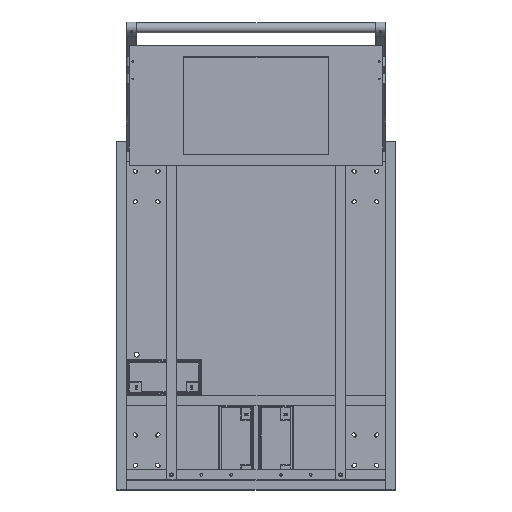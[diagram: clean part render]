
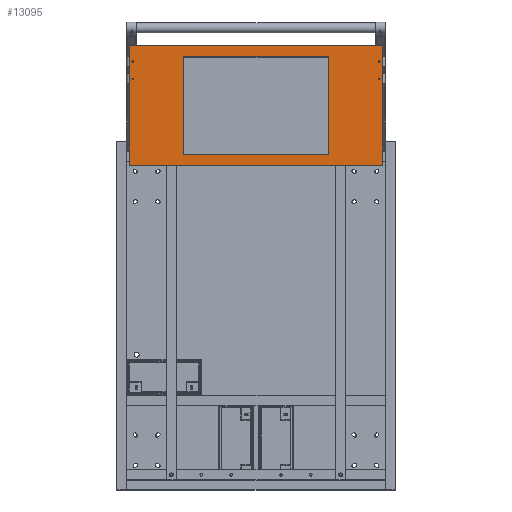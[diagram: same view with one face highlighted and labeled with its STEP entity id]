
A CAD part, top view. The second image highlights one B-rep face of the part: STEP entity #13095.
In plain terms, the highlighted planar face has unit normal (0, 0, 1).
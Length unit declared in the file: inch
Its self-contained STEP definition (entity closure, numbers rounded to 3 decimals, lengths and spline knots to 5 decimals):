
#733=FACE_BOUND('',#2883,.T.);
#734=FACE_BOUND('',#2884,.T.);
#735=FACE_BOUND('',#2885,.T.);
#736=FACE_BOUND('',#2886,.T.);
#737=FACE_BOUND('',#2887,.T.);
#1107=PLANE('',#14812);
#1965=FACE_OUTER_BOUND('',#2882,.T.);
#2882=EDGE_LOOP('',(#12025,#12026,#12027,#12028));
#2883=EDGE_LOOP('',(#12029));
#2884=EDGE_LOOP('',(#12030));
#2885=EDGE_LOOP('',(#12031));
#2886=EDGE_LOOP('',(#12032));
#2887=EDGE_LOOP('',(#12033,#12034,#12035,#12036));
#3975=LINE('',#23765,#5066);
#3977=LINE('',#23773,#5068);
#3980=LINE('',#23782,#5071);
#3981=LINE('',#23784,#5072);
#3983=LINE('',#23789,#5074);
#3984=LINE('',#23791,#5075);
#3985=LINE('',#23793,#5076);
#3986=LINE('',#23794,#5077);
#5066=VECTOR('',#18715,0.3937);
#5068=VECTOR('',#18723,0.3937);
#5071=VECTOR('',#18732,0.3937);
#5072=VECTOR('',#18735,0.3937);
#5074=VECTOR('',#18739,0.3937);
#5075=VECTOR('',#18740,0.3937);
#5076=VECTOR('',#18741,0.3937);
#5077=VECTOR('',#18742,0.3937);
#5637=CIRCLE('',#14813,0.0885);
#5638=CIRCLE('',#14814,0.0885);
#5639=CIRCLE('',#14815,0.0885);
#5640=CIRCLE('',#14816,0.0885);
#6747=VERTEX_POINT('',#23763);
#6748=VERTEX_POINT('',#23764);
#6751=VERTEX_POINT('',#23772);
#6754=VERTEX_POINT('',#23780);
#6755=VERTEX_POINT('',#23787);
#6756=VERTEX_POINT('',#23788);
#6757=VERTEX_POINT('',#23790);
#6758=VERTEX_POINT('',#23792);
#6759=VERTEX_POINT('',#23795);
#6760=VERTEX_POINT('',#23797);
#6761=VERTEX_POINT('',#23799);
#6762=VERTEX_POINT('',#23801);
#8507=EDGE_CURVE('',#6747,#6748,#3975,.T.);
#8511=EDGE_CURVE('',#6748,#6751,#3977,.T.);
#8516=EDGE_CURVE('',#6754,#6747,#3980,.T.);
#8517=EDGE_CURVE('',#6751,#6754,#3981,.T.);
#8519=EDGE_CURVE('',#6755,#6756,#3983,.T.);
#8520=EDGE_CURVE('',#6756,#6757,#3984,.T.);
#8521=EDGE_CURVE('',#6758,#6757,#3985,.T.);
#8522=EDGE_CURVE('',#6755,#6758,#3986,.T.);
#8523=EDGE_CURVE('',#6759,#6759,#5637,.T.);
#8524=EDGE_CURVE('',#6760,#6760,#5638,.T.);
#8525=EDGE_CURVE('',#6761,#6761,#5639,.T.);
#8526=EDGE_CURVE('',#6762,#6762,#5640,.T.);
#12025=ORIENTED_EDGE('',*,*,#8519,.T.);
#12026=ORIENTED_EDGE('',*,*,#8520,.T.);
#12027=ORIENTED_EDGE('',*,*,#8521,.F.);
#12028=ORIENTED_EDGE('',*,*,#8522,.F.);
#12029=ORIENTED_EDGE('',*,*,#8523,.T.);
#12030=ORIENTED_EDGE('',*,*,#8524,.T.);
#12031=ORIENTED_EDGE('',*,*,#8525,.T.);
#12032=ORIENTED_EDGE('',*,*,#8526,.T.);
#12033=ORIENTED_EDGE('',*,*,#8507,.F.);
#12034=ORIENTED_EDGE('',*,*,#8516,.F.);
#12035=ORIENTED_EDGE('',*,*,#8517,.F.);
#12036=ORIENTED_EDGE('',*,*,#8511,.F.);
#13095=ADVANCED_FACE('',(#1965,#733,#734,#735,#736,#737),#1107,.T.);
#14812=AXIS2_PLACEMENT_3D('',#23786,#18737,#18738);
#14813=AXIS2_PLACEMENT_3D('',#23796,#18743,#18744);
#14814=AXIS2_PLACEMENT_3D('',#23798,#18745,#18746);
#14815=AXIS2_PLACEMENT_3D('',#23800,#18747,#18748);
#14816=AXIS2_PLACEMENT_3D('',#23802,#18749,#18750);
#18715=DIRECTION('',(0.,-1.,0.));
#18723=DIRECTION('',(1.,0.,0.));
#18732=DIRECTION('',(-1.,0.,0.));
#18735=DIRECTION('',(0.,1.,0.));
#18737=DIRECTION('center_axis',(0.,0.,1.));
#18738=DIRECTION('ref_axis',(0.,-1.,0.));
#18739=DIRECTION('',(0.,-1.,0.));
#18740=DIRECTION('',(1.,0.,0.));
#18741=DIRECTION('',(0.,-1.,0.));
#18742=DIRECTION('',(1.,0.,0.));
#18743=DIRECTION('center_axis',(0.,0.,-1.));
#18744=DIRECTION('ref_axis',(1.,0.,0.));
#18745=DIRECTION('center_axis',(0.,0.,-1.));
#18746=DIRECTION('ref_axis',(1.,0.,0.));
#18747=DIRECTION('center_axis',(0.,0.,-1.));
#18748=DIRECTION('ref_axis',(1.,0.,0.));
#18749=DIRECTION('center_axis',(0.,0.,-1.));
#18750=DIRECTION('ref_axis',(1.,0.,0.));
#23763=CARTESIAN_POINT('',(6.7,8.50387,23.225));
#23764=CARTESIAN_POINT('',(6.7,-1.34613,23.225));
#23765=CARTESIAN_POINT('',(6.7,4.15941,23.225));
#23772=CARTESIAN_POINT('',(21.3,-1.34613,23.225));
#23773=CARTESIAN_POINT('',(11.25,-1.34613,23.225));
#23780=CARTESIAN_POINT('',(21.3,8.50387,23.225));
#23782=CARTESIAN_POINT('',(4.,8.50387,23.225));
#23784=CARTESIAN_POINT('',(21.3,9.03441,23.225));
#23786=CARTESIAN_POINT('Origin',(1.25,9.61495,23.225));
#23787=CARTESIAN_POINT('',(1.25,9.61495,23.225));
#23788=CARTESIAN_POINT('',(1.25,-2.38505,23.225));
#23789=CARTESIAN_POINT('',(1.25,9.61495,23.225));
#23790=CARTESIAN_POINT('',(26.75,-2.38505,23.225));
#23791=CARTESIAN_POINT('',(1.25,-2.38505,23.225));
#23792=CARTESIAN_POINT('',(26.75,9.61495,23.225));
#23793=CARTESIAN_POINT('',(26.75,9.61495,23.225));
#23794=CARTESIAN_POINT('',(1.25,9.61495,23.225));
#23795=CARTESIAN_POINT('',(1.536,8.01762,23.225));
#23796=CARTESIAN_POINT('Origin',(1.6245,8.01762,23.225));
#23797=CARTESIAN_POINT('',(26.287,6.26762,23.225));
#23798=CARTESIAN_POINT('Origin',(26.3755,6.26762,23.225));
#23799=CARTESIAN_POINT('',(1.536,6.26762,23.225));
#23800=CARTESIAN_POINT('Origin',(1.6245,6.26762,23.225));
#23801=CARTESIAN_POINT('',(26.287,8.01762,23.225));
#23802=CARTESIAN_POINT('Origin',(26.3755,8.01762,23.225));
